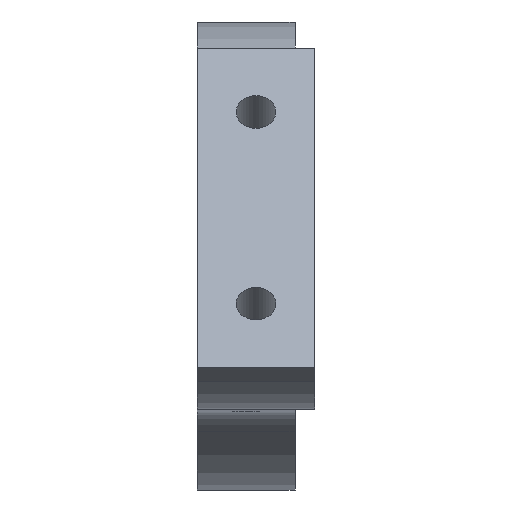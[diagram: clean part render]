
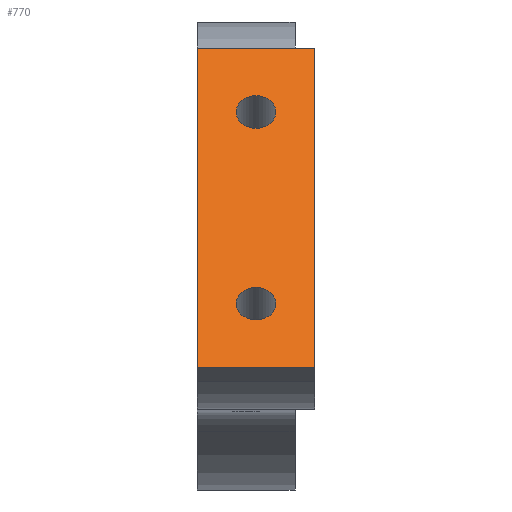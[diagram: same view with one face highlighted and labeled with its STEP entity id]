
A CAD part, top view. The second image highlights one B-rep face of the part: STEP entity #770.
In plain terms, the highlighted planar face has unit normal (0, 0.574, 0.819).
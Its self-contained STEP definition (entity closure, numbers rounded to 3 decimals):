
#31=PLANE('',#932);
#54=LINE('',#1270,#94);
#57=LINE('',#1276,#97);
#68=LINE('',#1309,#108);
#73=LINE('',#1397,#113);
#94=VECTOR('',#1049,1000.);
#97=VECTOR('',#1054,1000.);
#108=VECTOR('',#1083,1000.);
#113=VECTOR('',#1160,1000.);
#267=ORIENTED_EDGE('',*,*,#387,.T.);
#268=ORIENTED_EDGE('',*,*,#345,.F.);
#269=ORIENTED_EDGE('',*,*,#361,.T.);
#270=ORIENTED_EDGE('',*,*,#342,.T.);
#271=ORIENTED_EDGE('',*,*,#331,.T.);
#272=ORIENTED_EDGE('',*,*,#329,.T.);
#329=EDGE_CURVE('',#412,#412,#477,.T.);
#331=EDGE_CURVE('',#415,#415,#479,.T.);
#342=EDGE_CURVE('',#424,#425,#54,.T.);
#345=EDGE_CURVE('',#427,#426,#57,.T.);
#361=EDGE_CURVE('',#427,#424,#68,.T.);
#387=EDGE_CURVE('',#425,#426,#73,.T.);
#412=VERTEX_POINT('',#1239);
#415=VERTEX_POINT('',#1246);
#424=VERTEX_POINT('',#1267);
#425=VERTEX_POINT('',#1269);
#426=VERTEX_POINT('',#1273);
#427=VERTEX_POINT('',#1275);
#477=CIRCLE('',#875,1.621);
#479=CIRCLE('',#879,1.621);
#584=EDGE_LOOP('',(#267,#268,#269,#270));
#585=EDGE_LOOP('',(#271));
#586=EDGE_LOOP('',(#272));
#678=FACE_BOUND('',#584,.T.);
#679=FACE_BOUND('',#585,.T.);
#680=FACE_BOUND('',#586,.T.);
#770=ADVANCED_FACE('',(#678,#679,#680),#31,.T.);
#875=AXIS2_PLACEMENT_3D('',#1238,#1019,#1020);
#879=AXIS2_PLACEMENT_3D('',#1245,#1027,#1028);
#932=AXIS2_PLACEMENT_3D('',#1396,#1158,#1159);
#1019=DIRECTION('',(0.,-0.574,-0.819));
#1020=DIRECTION('',(0.,-0.819,0.574));
#1027=DIRECTION('',(0.,-0.574,-0.819));
#1028=DIRECTION('',(0.,-0.819,0.574));
#1049=DIRECTION('',(-1.,0.,0.));
#1054=DIRECTION('',(-1.,0.,0.));
#1083=DIRECTION('',(0.,0.819,-0.574));
#1158=DIRECTION('',(0.,0.574,0.819));
#1159=DIRECTION('',(0.,-0.819,0.574));
#1160=DIRECTION('',(0.,-0.819,0.574));
#1238=CARTESIAN_POINT('',(4.763,-4.066,131.272));
#1239=CARTESIAN_POINT('',(4.763,-5.394,132.202));
#1245=CARTESIAN_POINT('',(4.763,11.538,120.345));
#1246=CARTESIAN_POINT('',(4.763,10.211,121.275));
#1267=CARTESIAN_POINT('',(9.525,16.74,116.703));
#1269=CARTESIAN_POINT('',(0.,16.74,116.703));
#1270=CARTESIAN_POINT('',(9.525,16.74,116.703));
#1273=CARTESIAN_POINT('',(0.,-9.268,134.914));
#1275=CARTESIAN_POINT('',(9.525,-9.268,134.914));
#1276=CARTESIAN_POINT('',(1334.075,-9.268,134.914));
#1309=CARTESIAN_POINT('',(9.525,-20.638,142.875));
#1396=CARTESIAN_POINT('',(1334.075,-20.638,142.875));
#1397=CARTESIAN_POINT('',(0.,-44.506,159.588));
